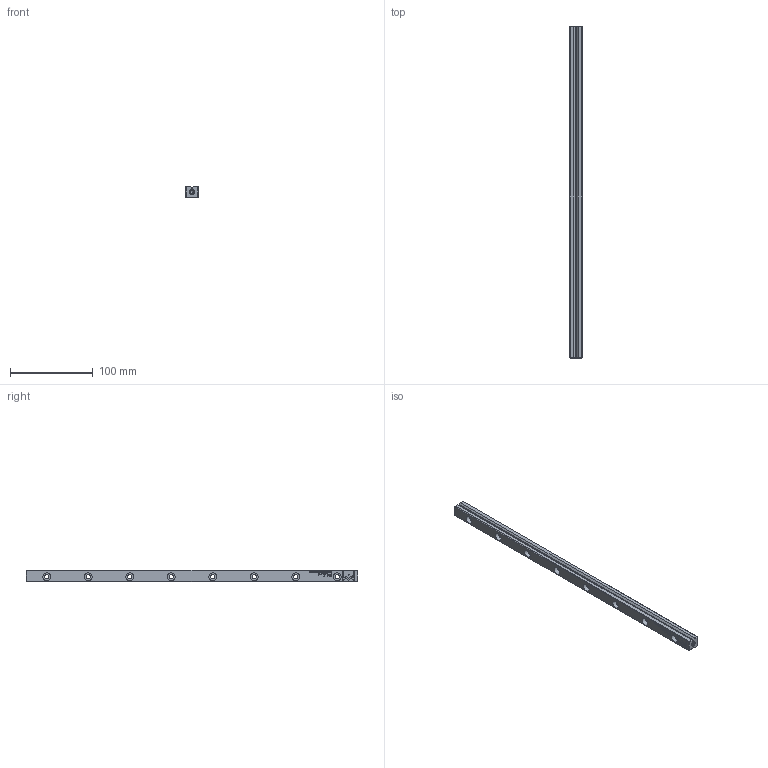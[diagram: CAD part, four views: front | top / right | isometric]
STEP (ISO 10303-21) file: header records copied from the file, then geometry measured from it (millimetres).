
FILE_DESCRIPTION(/* description */ (''),/* implementation_level */ '2;1');
FILE_NAME(/* name */ 'RSD_6400.stp',/* time_stamp */ '2025-01-09T08:38:51+01:00',/* author */ (''),/* organization */ (''),/* preprocessor_version */ 'ST-DEVELOPER v16.7',/* originating_system */ 'SIEMENS PLM Software NX 12.0',/* authorisation */ '');
FILE_SCHEMA (('AUTOMOTIVE_DESIGN { 1 0 10303 214 3 1 1 1 }'));
Length unit declared in the file: millimetre
Products named in the file (1): RSD_6400_A_step_stp
Bounding box: 15 x 400 x 14 mm (x, y, z)
Volume: 74907.1 mm3; surface area: 26969.6 mm2
Topology: 1 solids, 1 shells, 357 faces, 927 edges, 613 vertices
Faces by surface type: plane 233, bspline 90, cylinder 20, cone 14
Full cylindrical faces by diameter (mm): 4.351 x2, 5.2 x10, 9.5 x8
Entity records: 13166 total; most frequent: CARTESIAN_POINT 3102, ORIENTED_EDGE 1780, DIRECTION 1296, EDGE_CURVE 890, LINE 660, VECTOR 660, VERTEX_POINT 612, EDGE_LOOP 448
